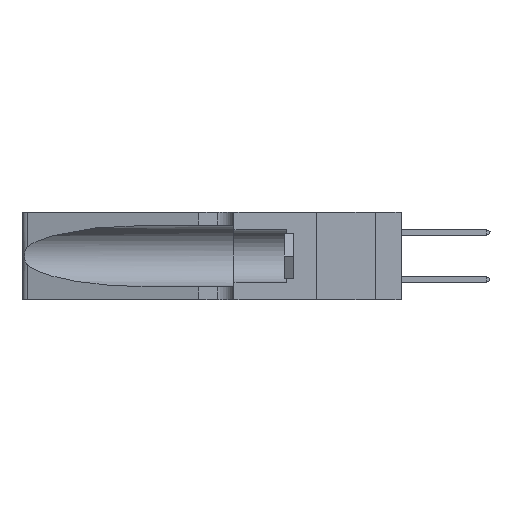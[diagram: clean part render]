
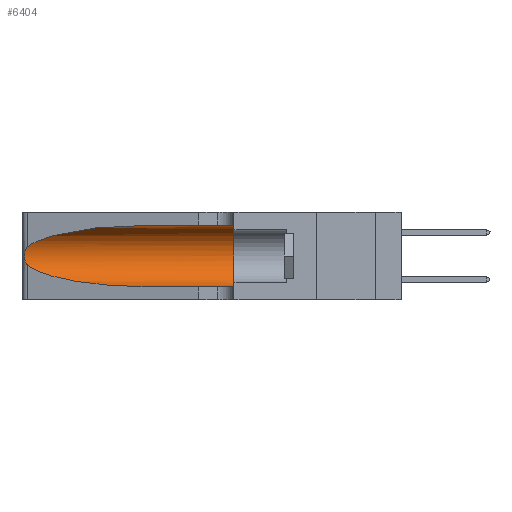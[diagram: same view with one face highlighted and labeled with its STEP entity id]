
A CAD part, left-side view. The second image highlights one B-rep face of the part: STEP entity #6404.
In plain terms, the highlighted cylindrical face has radius 3.308 mm (diameter 6.617 mm), a partial arc.
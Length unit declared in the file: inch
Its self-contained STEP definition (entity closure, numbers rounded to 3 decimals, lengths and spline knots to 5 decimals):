
#51 = CARTESIAN_POINT ( 'NONE',  ( 0.26017, 1.23833, 0.17102 ) ) ;
#779 = VECTOR ( 'NONE', #9536, 39.37008 ) ;
#1180 =( BOUNDED_CURVE ( )  B_SPLINE_CURVE ( 3, ( #2499, #4146, #17535, #7644 ),
 .UNSPECIFIED., .F., .F. ) 
 B_SPLINE_CURVE_WITH_KNOTS ( ( 4, 4 ),
 ( 3.44316, 4.71239 ),
 .UNSPECIFIED. ) 
 CURVE ( )  GEOMETRIC_REPRESENTATION_ITEM ( )  RATIONAL_B_SPLINE_CURVE ( ( 1., 0.87, 0.87, 1. ) ) 
 REPRESENTATION_ITEM ( '' )  );
#1269 = CARTESIAN_POINT ( 'NONE',  ( 0.1305, 1.61858, 0.05475 ) ) ;
#1671 = CARTESIAN_POINT ( 'NONE',  ( 0.1305, 0.72297, 0.31525 ) ) ;
#1727 = CARTESIAN_POINT ( 'NONE',  ( 0.25555, 1.22994, 0.2215 ) ) ;
#1800 = CARTESIAN_POINT ( 'NONE',  ( 0.25789, 1.23486, 0.15765 ) ) ;
#2192 = EDGE_LOOP ( 'NONE', ( #5770, #8789, #2655, #15190, #10660, #19959 ) ) ;
#2499 = CARTESIAN_POINT ( 'NONE',  ( 0.25487, 1.22718, 0.14631 ) ) ;
#2655 = ORIENTED_EDGE ( 'NONE', *, *, #13272, .T. ) ;
#2671 = CARTESIAN_POINT ( 'NONE',  ( 0.1305, 0.35, 0.185 ) ) ;
#3503 = CARTESIAN_POINT ( 'NONE',  ( 0.25555, 1.22993, 0.14849 ) ) ;
#4097 = DIRECTION ( 'NONE',  ( 0., 0., -1. ) ) ;
#4146 = CARTESIAN_POINT ( 'NONE',  ( 0.2373, 1.15595, 0.08982 ) ) ;
#4401 = DIRECTION ( 'NONE',  ( 0., 0., 1. ) ) ;
#4809 = FACE_OUTER_BOUND ( 'NONE', #2192, .T. ) ;
#5100 = CARTESIAN_POINT ( 'NONE',  ( 0.25487, 1.22718, 0.22369 ) ) ;
#5379 = VERTEX_POINT ( 'NONE', #16453 ) ;
#5483 = EDGE_CURVE ( 'NONE', #8905, #5379, #16746, .T. ) ;
#5770 = ORIENTED_EDGE ( 'NONE', *, *, #5483, .T. ) ;
#6009 = EDGE_CURVE ( 'NONE', #12904, #6577, #7765, .T. ) ;
#6404 = ADVANCED_FACE ( 'NONE', ( #4809 ), #8771, .F. ) ;
#6577 = VERTEX_POINT ( 'NONE', #9670 ) ;
#6859 = CARTESIAN_POINT ( 'NONE',  ( 0.25787, 1.23484, 0.2124 ) ) ;
#7207 = VECTOR ( 'NONE', #18018, 39.37008 ) ;
#7644 = CARTESIAN_POINT ( 'NONE',  ( 0.1305, 0.72297, 0.05475 ) ) ;
#7765 = LINE ( 'NONE', #1269, #7207 ) ;
#7841 = CARTESIAN_POINT ( 'NONE',  ( 0.1305, 1.61858, 0.31525 ) ) ;
#8556 = CARTESIAN_POINT ( 'NONE',  ( 0.26018, 1.23835, 0.19895 ) ) ;
#8771 = CYLINDRICAL_SURFACE ( 'NONE', #19237, 0.13025 ) ;
#8789 = ORIENTED_EDGE ( 'NONE', *, *, #15329, .T. ) ;
#8905 = VERTEX_POINT ( 'NONE', #9949 ) ;
#9536 = DIRECTION ( 'NONE',  ( 0., -1., 0. ) ) ;
#9670 = CARTESIAN_POINT ( 'NONE',  ( 0.1305, 0.35, 0.05475 ) ) ;
#9797 = LINE ( 'NONE', #7841, #779 ) ;
#9949 = CARTESIAN_POINT ( 'NONE',  ( 0.1305, 0.72297, 0.31525 ) ) ;
#10190 = CARTESIAN_POINT ( 'NONE',  ( 0.26075, 1.23896, 0.178 ) ) ;
#10660 = ORIENTED_EDGE ( 'NONE', *, *, #12634, .F. ) ;
#11313 = B_SPLINE_CURVE_WITH_KNOTS ( 'NONE', 3,
 ( #13427, #1727, #16776, #6859, #18462, #8556, #20085, #10190, #51, #11851, #1800, #13504, #3503, #15201 ),
 .UNSPECIFIED., .F., .F.,
 ( 4, 2, 2, 2, 2, 2, 4 ),
 ( 0., 0.00027, 0.00053, 0.00107, 0.0016, 0.00187, 0.00214 ),
 .UNSPECIFIED. ) ;
#11684 = CARTESIAN_POINT ( 'NONE',  ( 0.1305, 0.72297, 0.05475 ) ) ;
#11732 = CARTESIAN_POINT ( 'NONE',  ( 0.18966, 0.96281, 0.31525 ) ) ;
#11851 = CARTESIAN_POINT ( 'NONE',  ( 0.25856, 1.23593, 0.16098 ) ) ;
#12198 = CARTESIAN_POINT ( 'NONE',  ( 0.25487, 1.22718, 0.14631 ) ) ;
#12331 = CARTESIAN_POINT ( 'NONE',  ( 0.1305, 1.61858, 0.185 ) ) ;
#12634 = EDGE_CURVE ( 'NONE', #16770, #6577, #18403, .T. ) ;
#12904 = VERTEX_POINT ( 'NONE', #11684 ) ;
#13272 = EDGE_CURVE ( 'NONE', #17144, #12904, #1180, .T. ) ;
#13427 = CARTESIAN_POINT ( 'NONE',  ( 0.25487, 1.22718, 0.22369 ) ) ;
#13504 = CARTESIAN_POINT ( 'NONE',  ( 0.25639, 1.23186, 0.15144 ) ) ;
#14079 = DIRECTION ( 'NONE',  ( 0., -1., 0. ) ) ;
#14374 = DIRECTION ( 'NONE',  ( 0., 1., 0. ) ) ;
#15081 = CARTESIAN_POINT ( 'NONE',  ( 0.2373, 1.15595, 0.28018 ) ) ;
#15190 = ORIENTED_EDGE ( 'NONE', *, *, #6009, .T. ) ;
#15201 = CARTESIAN_POINT ( 'NONE',  ( 0.25487, 1.22718, 0.14631 ) ) ;
#15329 = EDGE_CURVE ( 'NONE', #5379, #17144, #11313, .T. ) ;
#16453 = CARTESIAN_POINT ( 'NONE',  ( 0.25487, 1.22718, 0.22369 ) ) ;
#16746 =( BOUNDED_CURVE ( )  B_SPLINE_CURVE ( 3, ( #1671, #11732, #15081, #5100 ),
 .UNSPECIFIED., .F., .F. ) 
 B_SPLINE_CURVE_WITH_KNOTS ( ( 4, 4 ),
 ( 1.5708, 2.84003 ),
 .UNSPECIFIED. ) 
 CURVE ( )  GEOMETRIC_REPRESENTATION_ITEM ( )  RATIONAL_B_SPLINE_CURVE ( ( 1., 0.87, 0.87, 1. ) ) 
 REPRESENTATION_ITEM ( '' )  );
#16770 = VERTEX_POINT ( 'NONE', #18907 ) ;
#16776 = CARTESIAN_POINT ( 'NONE',  ( 0.25639, 1.23184, 0.21858 ) ) ;
#17144 = VERTEX_POINT ( 'NONE', #12198 ) ;
#17535 = CARTESIAN_POINT ( 'NONE',  ( 0.18966, 0.96281, 0.05475 ) ) ;
#18018 = DIRECTION ( 'NONE',  ( 0., -1., 0. ) ) ;
#18403 = CIRCLE ( 'NONE', #20026, 0.13025 ) ;
#18462 = CARTESIAN_POINT ( 'NONE',  ( 0.25854, 1.2359, 0.20912 ) ) ;
#18907 = CARTESIAN_POINT ( 'NONE',  ( 0.1305, 0.35, 0.31525 ) ) ;
#19237 = AXIS2_PLACEMENT_3D ( 'NONE', #12331, #14079, #4097 ) ;
#19959 = ORIENTED_EDGE ( 'NONE', *, *, #21517, .F. ) ;
#20026 = AXIS2_PLACEMENT_3D ( 'NONE', #2671, #14374, #4401 ) ;
#20085 = CARTESIAN_POINT ( 'NONE',  ( 0.26075, 1.23896, 0.19203 ) ) ;
#21517 = EDGE_CURVE ( 'NONE', #8905, #16770, #9797, .T. ) ;
